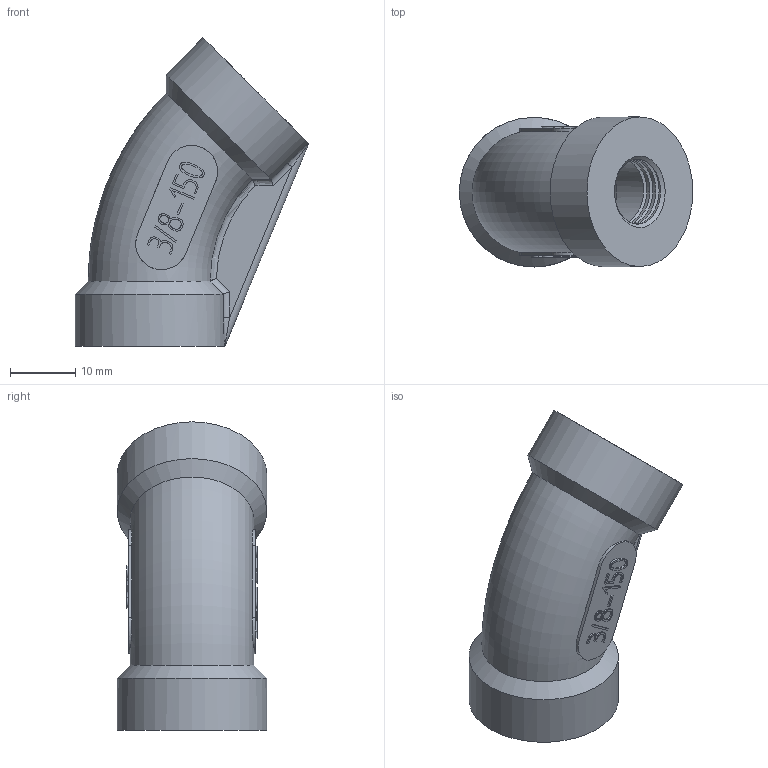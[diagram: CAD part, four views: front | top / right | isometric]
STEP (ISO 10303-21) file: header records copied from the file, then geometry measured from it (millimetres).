
FILE_DESCRIPTION(/* description */ ('Unknown'),/* implementation_level */ '2;1');
FILE_NAME(/* name */ 'DN10',/* time_stamp */ '2021-07-27T17:22:40+08:00',/* author */ ('Unknown'),/* organization */ ('Unknown'),/* preprocessor_version */ 'ST-DEVELOPER v16.7',/* originating_system */ 'DEX',/* authorisation */ $);
FILE_SCHEMA (('AUTOMOTIVE_DESIGN {1 0 10303 214 3 1 1}'));
Length unit declared in the file: millimetre
Products named in the file (1): DN10
Bounding box: 35.9 x 23 x 47.4 mm (x, y, z)
Volume: 12032.8 mm3; surface area: 5762.2 mm2
Topology: 1 solids, 1 shells, 139 faces, 347 edges, 226 vertices
Faces by surface type: plane 74, bspline 37, cylinder 20, torus 4, cone 4
Full cylindrical faces by diameter (mm): 10 x6, 23 x2
Entity records: 5834 total; most frequent: CARTESIAN_POINT 2973, ORIENTED_EDGE 640, DIRECTION 452, EDGE_CURVE 320, VERTEX_POINT 214, LINE 174, VECTOR 174, EDGE_LOOP 160
